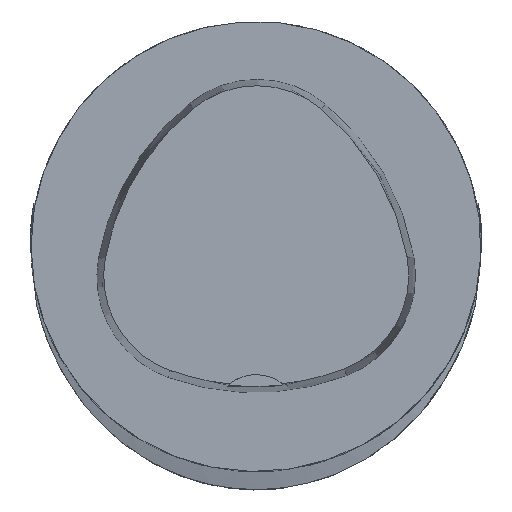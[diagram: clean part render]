
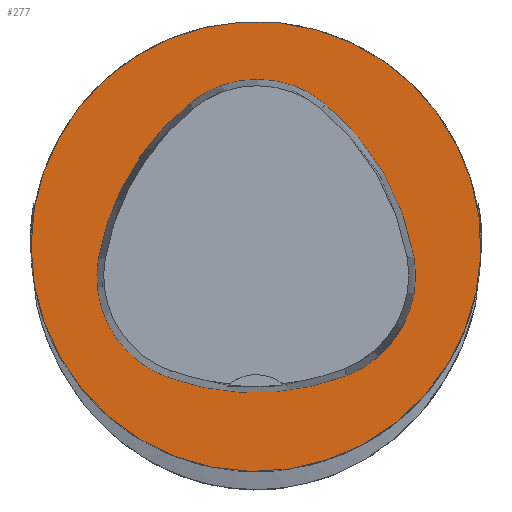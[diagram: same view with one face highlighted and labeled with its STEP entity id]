
A CAD part, top view. The second image highlights one B-rep face of the part: STEP entity #277.
In plain terms, the highlighted planar face has unit normal (0, 0, 1).
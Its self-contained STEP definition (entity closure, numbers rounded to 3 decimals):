
#277=ADVANCED_FACE('',(#667,#668),#347,.T.);
#347=PLANE('',#1849);
#667=FACE_BOUND('',#714,.T.);
#668=FACE_BOUND('',#715,.T.);
#714=EDGE_LOOP('',(#982,#983,#984,#985,#986,#987));
#715=EDGE_LOOP('',(#988));
#982=ORIENTED_EDGE('',*,*,#1533,.T.);
#983=ORIENTED_EDGE('',*,*,#1513,.T.);
#984=ORIENTED_EDGE('',*,*,#1517,.T.);
#985=ORIENTED_EDGE('',*,*,#1520,.T.);
#986=ORIENTED_EDGE('',*,*,#1523,.T.);
#987=ORIENTED_EDGE('',*,*,#1531,.T.);
#988=ORIENTED_EDGE('',*,*,#1491,.F.);
#1314=VERTEX_POINT('',#2715);
#1331=VERTEX_POINT('',#2791);
#1332=VERTEX_POINT('',#2792);
#1335=VERTEX_POINT('',#2800);
#1337=VERTEX_POINT('',#2806);
#1339=VERTEX_POINT('',#2812);
#1346=VERTEX_POINT('',#2833);
#1491=EDGE_CURVE('',#1314,#1314,#1640,.T.);
#1513=EDGE_CURVE('',#1331,#1332,#1644,.T.);
#1517=EDGE_CURVE('',#1332,#1335,#1646,.T.);
#1520=EDGE_CURVE('',#1335,#1337,#1648,.T.);
#1523=EDGE_CURVE('',#1337,#1339,#1650,.T.);
#1531=EDGE_CURVE('',#1339,#1346,#1654,.T.);
#1533=EDGE_CURVE('',#1346,#1331,#1656,.T.);
#1640=CIRCLE('',#1812,31.5);
#1644=CIRCLE('',#1827,36.);
#1646=CIRCLE('',#1830,15.);
#1648=CIRCLE('',#1833,36.);
#1650=CIRCLE('',#1836,15.);
#1654=CIRCLE('',#1841,36.);
#1656=CIRCLE('',#1844,15.);
#1812=AXIS2_PLACEMENT_3D('',#2714,#2103,#2104);
#1827=AXIS2_PLACEMENT_3D('',#2790,#2137,#2138);
#1830=AXIS2_PLACEMENT_3D('',#2799,#2145,#2146);
#1833=AXIS2_PLACEMENT_3D('',#2805,#2152,#2153);
#1836=AXIS2_PLACEMENT_3D('',#2811,#2159,#2160);
#1841=AXIS2_PLACEMENT_3D('',#2834,#2171,#2172);
#1844=AXIS2_PLACEMENT_3D('',#2837,#2177,#2178);
#1849=AXIS2_PLACEMENT_3D('',#2842,#2187,#2188);
#2103=DIRECTION('',(0.,0.,-1.));
#2104=DIRECTION('',(-1.,0.,0.));
#2137=DIRECTION('',(0.,0.,-1.));
#2138=DIRECTION('',(-1.,0.,0.));
#2145=DIRECTION('',(0.,0.,-1.));
#2146=DIRECTION('',(-1.,0.,0.));
#2152=DIRECTION('',(0.,0.,-1.));
#2153=DIRECTION('',(-1.,0.,0.));
#2159=DIRECTION('',(0.,0.,-1.));
#2160=DIRECTION('',(-1.,0.,0.));
#2171=DIRECTION('',(0.,0.,-1.));
#2172=DIRECTION('',(-1.,0.,0.));
#2177=DIRECTION('',(0.,0.,-1.));
#2178=DIRECTION('',(-1.,0.,0.));
#2187=DIRECTION('',(0.,0.,1.));
#2188=DIRECTION('',(1.,0.,0.));
#2714=CARTESIAN_POINT('',(0.,0.,0.));
#2715=CARTESIAN_POINT('',(-31.5,0.,0.));
#2790=CARTESIAN_POINT('',(13.398,-7.893,0.));
#2791=CARTESIAN_POINT('',(-22.041,-1.562,0.));
#2792=CARTESIAN_POINT('',(-9.317,20.036,0.));
#2799=CARTESIAN_POINT('',(0.148,8.399,0.));
#2800=CARTESIAN_POINT('',(9.779,19.898,0.));
#2805=CARTESIAN_POINT('',(-13.337,-7.7,0.));
#2806=CARTESIAN_POINT('',(22.122,-1.48,0.));
#2811=CARTESIAN_POINT('',(7.347,-4.071,0.));
#2812=CARTESIAN_POINT('',(12.693,-18.087,0.));
#2833=CARTESIAN_POINT('',(-12.373,-18.307,0.));
#2834=CARTESIAN_POINT('',(-0.137,15.55,0.));
#2837=CARTESIAN_POINT('',(-7.275,-4.2,0.));
#2842=CARTESIAN_POINT('',(0.,0.,0.));
